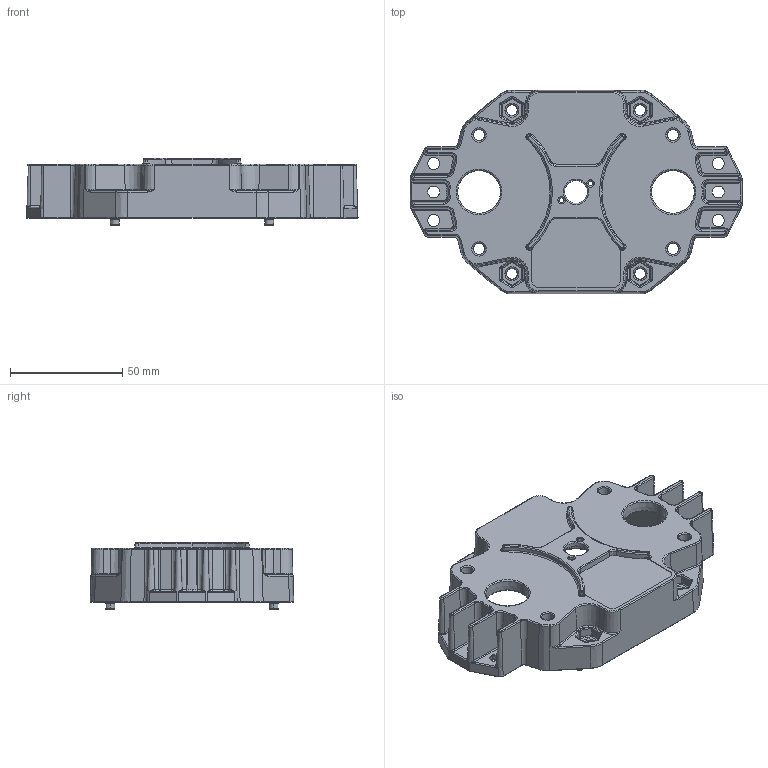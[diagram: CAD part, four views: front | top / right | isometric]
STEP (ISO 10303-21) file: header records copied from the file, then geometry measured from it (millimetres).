
FILE_DESCRIPTION (( 'STEP AP203' ), '1' );
FILE_NAME ('am-0739a CIMple Box Housing V2.STEP', '2022-06-09T14:20:40', ( '' ), ( '' ), 'SwSTEP 2.0', 'SolidWorks 2021', '' );
FILE_SCHEMA (( 'CONFIG_CONTROL_DESIGN' ));
Products named in the file (1): am-0739a CIMple Box Housing V2
Bounding box: 148.13 x 90.95 x 29.92 mm (x, y, z)
Volume: 66869.1 mm3; surface area: 43620 mm2
Topology: 1 solids, 1 shells, 1315 faces, 3072 edges, 1753 vertices
Faces by surface type: cylinder 383, torus 300, bspline 268, plane 206, cone 134, sphere 24
Entity records: 45662 total; most frequent: CARTESIAN_POINT 17338, ORIENTED_EDGE 6106, DIRECTION 5896, EDGE_CURVE 3053, AXIS2_PLACEMENT_3D 2461, VERTEX_POINT 1753, CIRCLE 1413, EDGE_LOOP 1366
